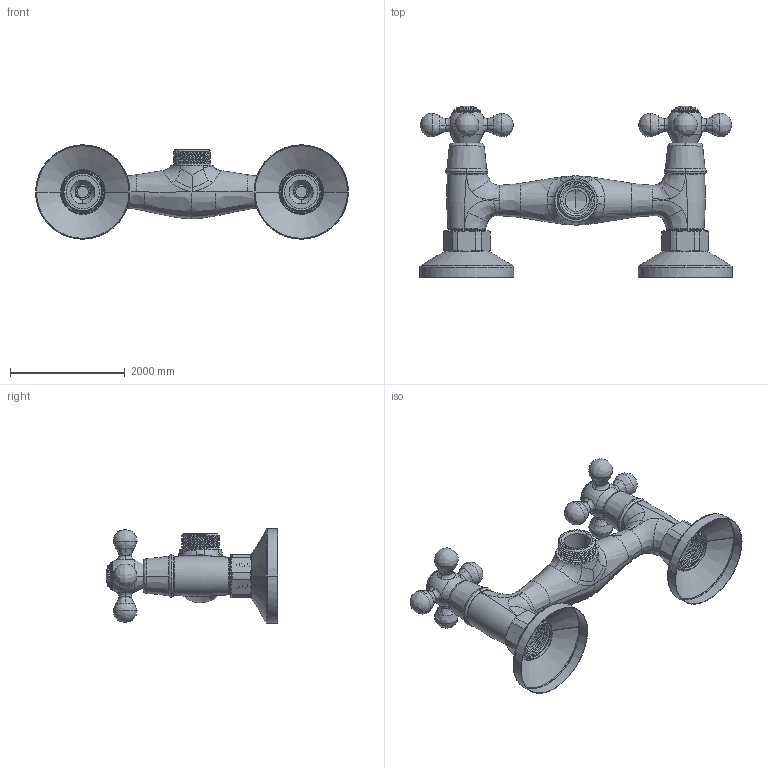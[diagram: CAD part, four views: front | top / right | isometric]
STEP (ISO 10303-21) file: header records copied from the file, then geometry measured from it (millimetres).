
FILE_DESCRIPTION (( 'STEP AP203' ), '1' );
FILE_NAME ('99060.STEP', '2021-09-20T10:51:28', ( '' ), ( '' ), 'SwSTEP 2.0', 'SolidWorks 2021', '' );
FILE_SCHEMA (( 'CONFIG_CONTROL_DESIGN' ));
Length unit declared in the file: millimetre
Products named in the file (1): 99060
Bounding box: 5455.92 x 2984.35 x 1645.92 mm (x, y, z)
Volume: 2078236956.3 mm3; surface area: 53682927.9 mm2
Topology: 9 solids, 9 shells, 964 faces, 2680 edges, 1736 vertices
Faces by surface type: plane 449, bspline 298, cylinder 129, cone 78, torus 10
Entity records: 160804 total; most frequent: CARTESIAN_POINT 139480, ORIENTED_EDGE 5292, DIRECTION 3078, EDGE_CURVE 2646, VERTEX_POINT 1736, B_SPLINE_CURVE_WITH_KNOTS 1279, AXIS2_PLACEMENT_3D 1070, EDGE_LOOP 1020
